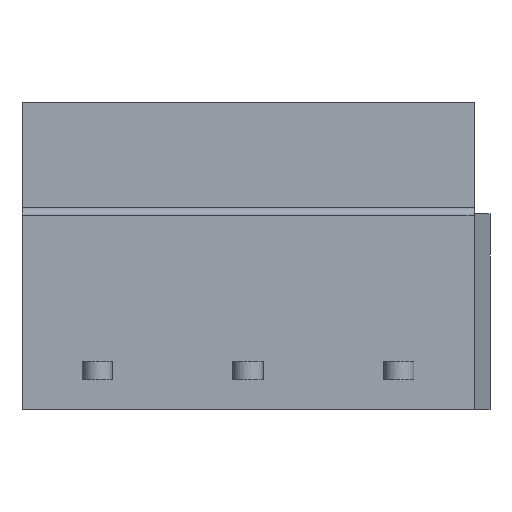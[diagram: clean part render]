
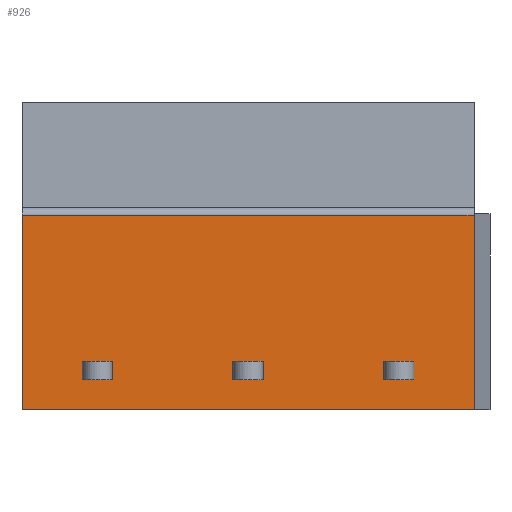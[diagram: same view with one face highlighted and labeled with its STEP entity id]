
A CAD part, left-side view. The second image highlights one B-rep face of the part: STEP entity #926.
In plain terms, the highlighted planar face has unit normal (-1, 0, 0).
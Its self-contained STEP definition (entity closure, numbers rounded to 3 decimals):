
#926=ADVANCED_FACE('',(#3873,#3874,#3875,#3876),#1614,.F.);
#1614=PLANE('',#12749);
#2264=LINE('',#17259,#3065);
#2267=LINE('',#18050,#3068);
#2268=LINE('',#18053,#3069);
#2269=LINE('',#18055,#3070);
#2270=LINE('',#18057,#3071);
#2271=LINE('',#18058,#3072);
#2272=LINE('',#18061,#3073);
#2273=LINE('',#18062,#3074);
#2274=LINE('',#18064,#3075);
#2275=LINE('',#18065,#3076);
#2276=LINE('',#18068,#3077);
#2277=LINE('',#18070,#3078);
#2278=LINE('',#18072,#3079);
#2279=LINE('',#18073,#3080);
#2280=LINE('',#18076,#3081);
#2281=LINE('',#18078,#3082);
#2282=LINE('',#18080,#3083);
#3065=VECTOR('',#13540,1.);
#3068=VECTOR('',#13545,1.);
#3069=VECTOR('',#13546,1.);
#3070=VECTOR('',#13547,1.);
#3071=VECTOR('',#13548,1.);
#3072=VECTOR('',#13549,1.);
#3073=VECTOR('',#13550,1.);
#3074=VECTOR('',#13551,1.);
#3075=VECTOR('',#13552,1.);
#3076=VECTOR('',#13553,1.);
#3077=VECTOR('',#13554,1.);
#3078=VECTOR('',#13555,1.);
#3079=VECTOR('',#13556,1.);
#3080=VECTOR('',#13557,1.);
#3081=VECTOR('',#13558,1.);
#3082=VECTOR('',#13559,1.);
#3083=VECTOR('',#13560,1.);
#3873=FACE_BOUND('',#3919,.T.);
#3874=FACE_BOUND('',#3920,.T.);
#3875=FACE_BOUND('',#3921,.T.);
#3876=FACE_BOUND('',#3922,.T.);
#3919=EDGE_LOOP('',(#5057,#5058,#5059,#5060));
#3920=EDGE_LOOP('',(#5061,#5062,#5063,#5064,#5065));
#3921=EDGE_LOOP('',(#5066,#5067,#5068,#5069));
#3922=EDGE_LOOP('',(#5070,#5071,#5072,#5073));
#5057=ORIENTED_EDGE('',*,*,#10201,.F.);
#5058=ORIENTED_EDGE('',*,*,#10202,.F.);
#5059=ORIENTED_EDGE('',*,*,#10203,.T.);
#5060=ORIENTED_EDGE('',*,*,#10204,.T.);
#5061=ORIENTED_EDGE('',*,*,#10205,.T.);
#5062=ORIENTED_EDGE('',*,*,#10206,.F.);
#5063=ORIENTED_EDGE('',*,*,#10041,.F.);
#5064=ORIENTED_EDGE('',*,*,#10207,.T.);
#5065=ORIENTED_EDGE('',*,*,#10208,.T.);
#5066=ORIENTED_EDGE('',*,*,#10209,.F.);
#5067=ORIENTED_EDGE('',*,*,#10210,.F.);
#5068=ORIENTED_EDGE('',*,*,#10211,.T.);
#5069=ORIENTED_EDGE('',*,*,#10212,.T.);
#5070=ORIENTED_EDGE('',*,*,#10213,.F.);
#5071=ORIENTED_EDGE('',*,*,#10214,.F.);
#5072=ORIENTED_EDGE('',*,*,#10215,.T.);
#5073=ORIENTED_EDGE('',*,*,#10216,.T.);
#8765=VERTEX_POINT('',#17258);
#8766=VERTEX_POINT('',#17260);
#8925=VERTEX_POINT('',#18051);
#8926=VERTEX_POINT('',#18052);
#8927=VERTEX_POINT('',#18054);
#8928=VERTEX_POINT('',#18056);
#8929=VERTEX_POINT('',#18059);
#8930=VERTEX_POINT('',#18060);
#8931=VERTEX_POINT('',#18063);
#8932=VERTEX_POINT('',#18066);
#8933=VERTEX_POINT('',#18067);
#8934=VERTEX_POINT('',#18069);
#8935=VERTEX_POINT('',#18071);
#8936=VERTEX_POINT('',#18074);
#8937=VERTEX_POINT('',#18075);
#8938=VERTEX_POINT('',#18077);
#8939=VERTEX_POINT('',#18079);
#10041=EDGE_CURVE('',#8765,#8766,#2264,.T.);
#10201=EDGE_CURVE('',#8925,#8926,#2267,.T.);
#10202=EDGE_CURVE('',#8927,#8925,#2268,.T.);
#10203=EDGE_CURVE('',#8927,#8928,#2269,.T.);
#10204=EDGE_CURVE('',#8928,#8926,#2270,.T.);
#10205=EDGE_CURVE('',#8929,#8930,#2271,.T.);
#10206=EDGE_CURVE('',#8766,#8930,#2272,.T.);
#10207=EDGE_CURVE('',#8765,#8931,#2273,.T.);
#10208=EDGE_CURVE('',#8931,#8929,#2274,.T.);
#10209=EDGE_CURVE('',#8932,#8933,#2275,.T.);
#10210=EDGE_CURVE('',#8934,#8932,#2276,.T.);
#10211=EDGE_CURVE('',#8934,#8935,#2277,.T.);
#10212=EDGE_CURVE('',#8935,#8933,#2278,.T.);
#10213=EDGE_CURVE('',#8936,#8937,#2279,.T.);
#10214=EDGE_CURVE('',#8938,#8936,#2280,.T.);
#10215=EDGE_CURVE('',#8938,#8939,#2281,.T.);
#10216=EDGE_CURVE('',#8939,#8937,#2282,.T.);
#12749=AXIS2_PLACEMENT_3D('',#18081,#13561,#13562);
#13540=DIRECTION('',(0.,0.,-1.));
#13545=DIRECTION('',(0.,-1.,0.));
#13546=DIRECTION('',(0.,0.,-1.));
#13547=DIRECTION('',(0.,-1.,0.));
#13548=DIRECTION('',(0.,0.,-1.));
#13549=DIRECTION('',(0.,0.,-1.));
#13550=DIRECTION('',(0.,1.,0.));
#13551=DIRECTION('',(0.,1.,0.));
#13552=DIRECTION('',(0.,1.,0.));
#13553=DIRECTION('',(0.,-1.,0.));
#13554=DIRECTION('',(0.,0.,-1.));
#13555=DIRECTION('',(0.,-1.,0.));
#13556=DIRECTION('',(0.,0.,-1.));
#13557=DIRECTION('',(0.,-1.,0.));
#13558=DIRECTION('',(0.,0.,-1.));
#13559=DIRECTION('',(0.,-1.,0.));
#13560=DIRECTION('',(0.,0.,-1.));
#13561=DIRECTION('',(1.,0.,0.));
#13562=DIRECTION('',(0.,0.,-1.));
#17258=CARTESIAN_POINT('',(0.,0.,-3.75));
#17259=CARTESIAN_POINT('',(0.,0.,-3.7));
#17260=CARTESIAN_POINT('',(0.,0.,-10.2));
#18050=CARTESIAN_POINT('',(0.,8.,-9.2));
#18051=CARTESIAN_POINT('',(0.,8.,-9.2));
#18052=CARTESIAN_POINT('',(0.,7.,-9.2));
#18053=CARTESIAN_POINT('',(0.,8.,-8.6));
#18054=CARTESIAN_POINT('',(0.,8.,-8.6));
#18055=CARTESIAN_POINT('',(0.,8.,-8.6));
#18056=CARTESIAN_POINT('',(0.,7.,-8.6));
#18057=CARTESIAN_POINT('',(0.,7.,-8.6));
#18058=CARTESIAN_POINT('',(0.,15.,-3.7));
#18059=CARTESIAN_POINT('',(0.,15.,-3.75));
#18060=CARTESIAN_POINT('',(0.,15.,-10.2));
#18061=CARTESIAN_POINT('',(0.,0.,-10.2));
#18062=CARTESIAN_POINT('',(0.,2.5,-3.75));
#18063=CARTESIAN_POINT('',(0.,5.,-3.75));
#18064=CARTESIAN_POINT('',(0.,2.5,-3.75));
#18065=CARTESIAN_POINT('',(0.,13.,-9.2));
#18066=CARTESIAN_POINT('',(0.,13.,-9.2));
#18067=CARTESIAN_POINT('',(0.,12.,-9.2));
#18068=CARTESIAN_POINT('',(0.,13.,-8.6));
#18069=CARTESIAN_POINT('',(0.,13.,-8.6));
#18070=CARTESIAN_POINT('',(0.,13.,-8.6));
#18071=CARTESIAN_POINT('',(0.,12.,-8.6));
#18072=CARTESIAN_POINT('',(0.,12.,-8.6));
#18073=CARTESIAN_POINT('',(0.,3.,-9.2));
#18074=CARTESIAN_POINT('',(0.,3.,-9.2));
#18075=CARTESIAN_POINT('',(0.,2.,-9.2));
#18076=CARTESIAN_POINT('',(0.,3.,-8.6));
#18077=CARTESIAN_POINT('',(0.,3.,-8.6));
#18078=CARTESIAN_POINT('',(0.,3.,-8.6));
#18079=CARTESIAN_POINT('',(0.,2.,-8.6));
#18080=CARTESIAN_POINT('',(0.,2.,-8.6));
#18081=CARTESIAN_POINT('',(0.,2.5,-6.95));
